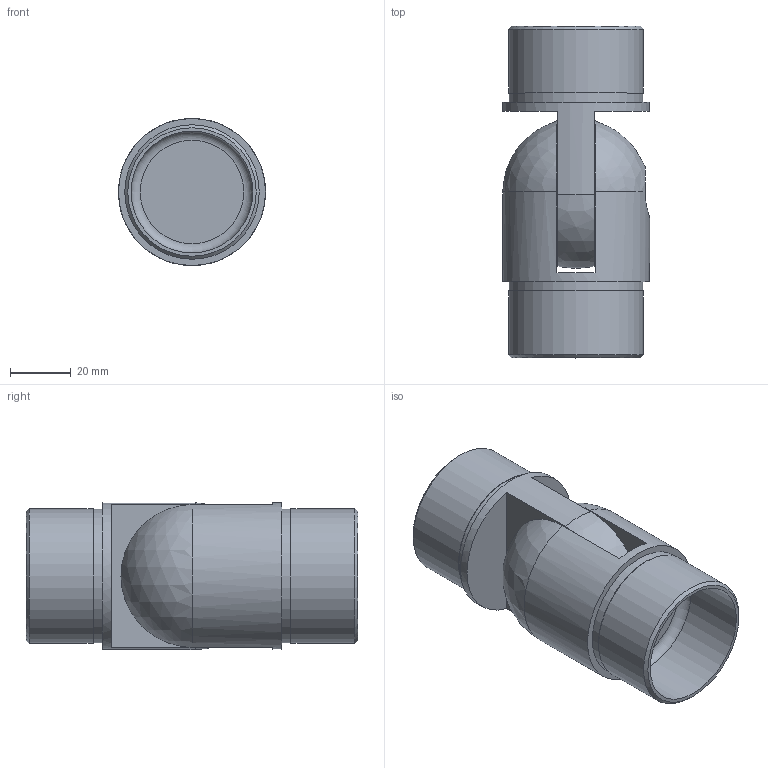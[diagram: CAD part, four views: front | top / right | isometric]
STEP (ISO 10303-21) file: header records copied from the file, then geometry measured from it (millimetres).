
FILE_DESCRIPTION (( 'STEP AP203' ), '1' );
FILE_NAME ('56252-320.step', '2020-02-27T15:31:11', ( '' ), ( '' ), 'SwSTEP 2.0', 'SolidWorks 2015', '' );
FILE_SCHEMA (( 'CONFIG_CONTROL_DESIGN' ));
Length unit declared in the file: millimetre
Products named in the file (7): 5625X-320 Teil2_56252-320 Teil2; socket countersunk head screw_din; 5625X-320 Teil1_56252-320 Teil1; 5625X-320 Teil2; 5625X-320 Teil1; 56252-320; socket countersunk head screw_din_DIN 7991 - M8 x 35 --- 35S
Assembly tree (3 placements, depth 2):
  socket countersunk head screw_din
  5625X-320 Teil2
  5625X-320 Teil1
  56252-320
    5625X-320 Teil2_56252-320 Teil2
    5625X-320 Teil1_56252-320 Teil1
    socket countersunk head screw_din_DIN 7991 - M8 x 35 --- 35S
Bounding box: 48.3 x 109 x 48.3 mm (x, y, z)
Volume: 88751.5 mm3; surface area: 38965.6 mm2
Topology: 3 solids, 3 shells, 360 faces, 894 edges, 569 vertices
Faces by surface type: plane 146, bspline 114, cone 54, cylinder 37, sphere 5, torus 4
Full cylindrical faces by diameter (mm): 6.8 x1, 8 x24, 8.2 x1, 13 x1, 15.57 x1, 16.5 x1, 40 x2, 43.8 x2, 44.2 x2, 48.3 x2
Entity records: 16582 total; most frequent: CARTESIAN_POINT 8557, ORIENTED_EDGE 1572, DIRECTION 1188, EDGE_CURVE 786, VERTEX_POINT 557, EDGE_LOOP 489, LINE 432, VECTOR 432
